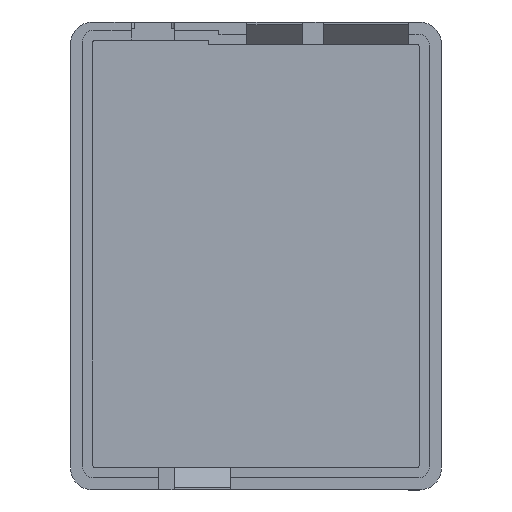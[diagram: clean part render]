
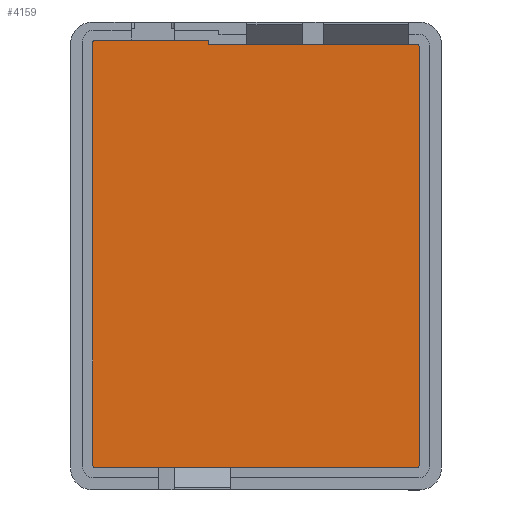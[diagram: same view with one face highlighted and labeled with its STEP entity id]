
A CAD part, top view. The second image highlights one B-rep face of the part: STEP entity #4159.
In plain terms, the highlighted planar face has unit normal (0, 0, 1).
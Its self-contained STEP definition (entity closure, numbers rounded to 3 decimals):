
#407=PLANE('',#4316);
#623=FACE_OUTER_BOUND('',#849,.T.);
#849=EDGE_LOOP('',(#3907,#3908,#3909,#3910,#3911,#3912,#3913,#3914,#3915,
#3916));
#1157=LINE('',#7560,#1561);
#1192=LINE('',#7654,#1596);
#1240=LINE('',#7765,#1644);
#1244=LINE('',#7777,#1648);
#1253=LINE('',#7798,#1657);
#1254=LINE('',#7800,#1658);
#1561=VECTOR('',#4789,10.);
#1596=VECTOR('',#4872,10.);
#1644=VECTOR('',#4978,10.);
#1648=VECTOR('',#4992,10.);
#1657=VECTOR('',#5023,10.);
#1658=VECTOR('',#5026,10.);
#1685=CIRCLE('',#4295,0.5);
#1686=CIRCLE('',#4297,0.5);
#1687=CIRCLE('',#4300,0.5);
#1688=CIRCLE('',#4302,0.5);
#2022=VERTEX_POINT('',#7557);
#2023=VERTEX_POINT('',#7559);
#2057=VERTEX_POINT('',#7651);
#2058=VERTEX_POINT('',#7653);
#2091=VERTEX_POINT('',#7757);
#2092=VERTEX_POINT('',#7761);
#2093=VERTEX_POINT('',#7767);
#2094=VERTEX_POINT('',#7771);
#2095=VERTEX_POINT('',#7772);
#2096=VERTEX_POINT('',#7796);
#2585=EDGE_CURVE('',#2022,#2023,#1157,.T.);
#2632=EDGE_CURVE('',#2057,#2058,#1192,.T.);
#2686=EDGE_CURVE('',#2091,#2058,#1685,.T.);
#2688=EDGE_CURVE('',#2022,#2092,#1686,.T.);
#2690=EDGE_CURVE('',#2091,#2092,#1240,.T.);
#2691=EDGE_CURVE('',#2093,#2023,#1687,.T.);
#2693=EDGE_CURVE('',#2094,#2095,#1688,.T.);
#2696=EDGE_CURVE('',#2093,#2095,#1244,.T.);
#2705=EDGE_CURVE('',#2096,#2057,#1253,.T.);
#2706=EDGE_CURVE('',#2094,#2096,#1254,.T.);
#3907=ORIENTED_EDGE('',*,*,#2686,.T.);
#3908=ORIENTED_EDGE('',*,*,#2632,.F.);
#3909=ORIENTED_EDGE('',*,*,#2705,.F.);
#3910=ORIENTED_EDGE('',*,*,#2706,.F.);
#3911=ORIENTED_EDGE('',*,*,#2693,.T.);
#3912=ORIENTED_EDGE('',*,*,#2696,.F.);
#3913=ORIENTED_EDGE('',*,*,#2691,.T.);
#3914=ORIENTED_EDGE('',*,*,#2585,.F.);
#3915=ORIENTED_EDGE('',*,*,#2688,.T.);
#3916=ORIENTED_EDGE('',*,*,#2690,.F.);
#4159=ADVANCED_FACE('',(#623),#407,.F.);
#4295=AXIS2_PLACEMENT_3D('',#7758,#4968,#4969);
#4297=AXIS2_PLACEMENT_3D('',#7762,#4973,#4974);
#4300=AXIS2_PLACEMENT_3D('',#7768,#4981,#4982);
#4302=AXIS2_PLACEMENT_3D('',#7773,#4986,#4987);
#4316=AXIS2_PLACEMENT_3D('',#7801,#5027,#5028);
#4789=DIRECTION('',(0.,-1.,0.));
#4872=DIRECTION('',(0.,1.,0.));
#4968=DIRECTION('center_axis',(0.,0.,1.));
#4969=DIRECTION('ref_axis',(-0.707,0.707,0.));
#4973=DIRECTION('center_axis',(0.,0.,1.));
#4974=DIRECTION('ref_axis',(0.707,0.707,0.));
#4978=DIRECTION('',(1.,0.,0.));
#4981=DIRECTION('center_axis',(0.,0.,1.));
#4982=DIRECTION('ref_axis',(0.707,-0.707,0.));
#4986=DIRECTION('center_axis',(0.,0.,1.));
#4987=DIRECTION('ref_axis',(-0.707,-0.707,0.));
#4992=DIRECTION('',(-1.,0.,0.));
#5023=DIRECTION('',(1.,0.,0.));
#5026=DIRECTION('',(0.,1.,0.));
#5027=DIRECTION('center_axis',(0.,0.,-1.));
#5028=DIRECTION('ref_axis',(-1.,0.,0.));
#7557=CARTESIAN_POINT('',(77.25,60.,-24.5));
#7559=CARTESIAN_POINT('',(77.25,2.,-24.5));
#7560=CARTESIAN_POINT('',(77.25,1.5,-24.5));
#7651=CARTESIAN_POINT('',(0.75,22.5,-24.5));
#7653=CARTESIAN_POINT('',(0.75,60.,-24.5));
#7654=CARTESIAN_POINT('',(0.75,60.5,-24.5));
#7757=CARTESIAN_POINT('',(1.25,60.5,-24.5));
#7758=CARTESIAN_POINT('Origin',(1.25,60.,-24.5));
#7761=CARTESIAN_POINT('',(76.75,60.5,-24.5));
#7762=CARTESIAN_POINT('Origin',(76.75,60.,-24.5));
#7765=CARTESIAN_POINT('',(77.25,60.5,-24.5));
#7767=CARTESIAN_POINT('',(76.75,1.5,-24.5));
#7768=CARTESIAN_POINT('Origin',(76.75,2.,-24.5));
#7771=CARTESIAN_POINT('',(0.,2.,-24.5));
#7772=CARTESIAN_POINT('',(0.5,1.5,-24.5));
#7773=CARTESIAN_POINT('Origin',(0.5,2.,-24.5));
#7777=CARTESIAN_POINT('',(0.,1.5,-24.5));
#7796=CARTESIAN_POINT('',(0.,22.5,-24.5));
#7798=CARTESIAN_POINT('',(0.75,22.5,-24.5));
#7800=CARTESIAN_POINT('',(0.,22.5,-24.5));
#7801=CARTESIAN_POINT('Origin',(38.625,31.,-24.5));
